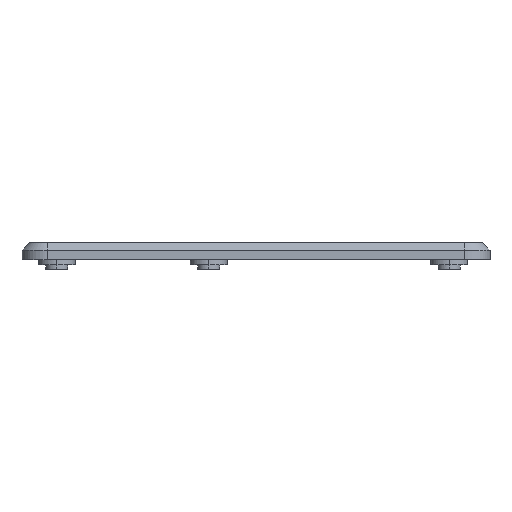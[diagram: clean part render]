
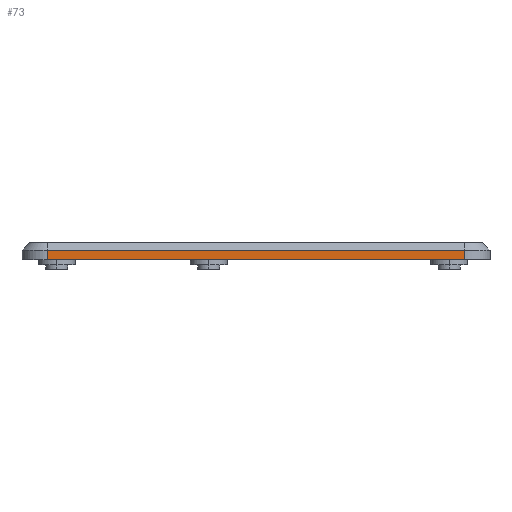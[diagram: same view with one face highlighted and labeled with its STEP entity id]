
A CAD part, left-side view. The second image highlights one B-rep face of the part: STEP entity #73.
In plain terms, the highlighted planar face has unit normal (-1, 0, 0).
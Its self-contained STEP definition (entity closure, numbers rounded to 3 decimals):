
#73=ADVANCED_FACE('',(#248),#2730,.T.);
#248=FACE_OUTER_BOUND('',#423,.T.);
#423=EDGE_LOOP('',(#665,#666,#667,#668));
#665=ORIENTED_EDGE('',*,*,#1511,.F.);
#666=ORIENTED_EDGE('',*,*,#1518,.T.);
#667=ORIENTED_EDGE('',*,*,#1519,.T.);
#668=ORIENTED_EDGE('',*,*,#1516,.F.);
#1511=EDGE_CURVE('',#2363,#2365,#2117,.T.);
#1516=EDGE_CURVE('',#2365,#2370,#2120,.T.);
#1518=EDGE_CURVE('',#2363,#2371,#2121,.T.);
#1519=EDGE_CURVE('',#2371,#2370,#2122,.T.);
#2117=B_SPLINE_CURVE_WITH_KNOTS('',1,(#3769,#3770),.UNSPECIFIED.,.F.,.F.,
(2,2),(0.,112.4),.UNSPECIFIED.);
#2120=B_SPLINE_CURVE_WITH_KNOTS('',1,(#3781,#3782),.UNSPECIFIED.,.F.,.F.,
(2,2),(0.,2.6),.UNSPECIFIED.);
#2121=B_SPLINE_CURVE_WITH_KNOTS('',1,(#3786,#3787),.UNSPECIFIED.,.F.,.F.,
(2,2),(0.,2.6),.UNSPECIFIED.);
#2122=B_SPLINE_CURVE_WITH_KNOTS('',1,(#3788,#3789),.UNSPECIFIED.,.F.,.F.,
(2,2),(0.,112.4),.UNSPECIFIED.);
#2363=VERTEX_POINT('',#3475);
#2365=VERTEX_POINT('',#3477);
#2370=VERTEX_POINT('',#3482);
#2371=VERTEX_POINT('',#3483);
#2730=PLANE('',#2908);
#2908=AXIS2_PLACEMENT_3D('',#3268,#3082,$);
#3082=DIRECTION('',(-1.,0.,0.));
#3268=CARTESIAN_POINT('',(945.074,-161.567,-184.008));
#3475=CARTESIAN_POINT('',(945.074,-161.567,-181.408));
#3477=CARTESIAN_POINT('',(945.074,-273.967,-181.408));
#3482=CARTESIAN_POINT('',(945.074,-273.967,-184.008));
#3483=CARTESIAN_POINT('',(945.074,-161.567,-184.008));
#3769=CARTESIAN_POINT('',(945.074,-161.567,-181.408));
#3770=CARTESIAN_POINT('',(945.074,-273.967,-181.408));
#3781=CARTESIAN_POINT('',(945.074,-273.967,-181.408));
#3782=CARTESIAN_POINT('',(945.074,-273.967,-184.008));
#3786=CARTESIAN_POINT('',(945.074,-161.567,-181.408));
#3787=CARTESIAN_POINT('',(945.074,-161.567,-184.008));
#3788=CARTESIAN_POINT('',(945.074,-161.567,-184.008));
#3789=CARTESIAN_POINT('',(945.074,-273.967,-184.008));
